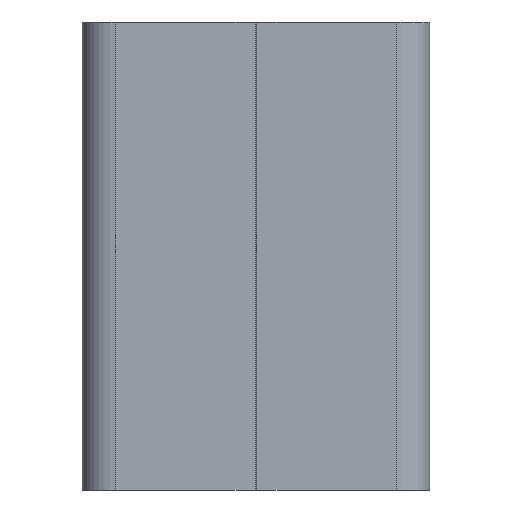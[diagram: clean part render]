
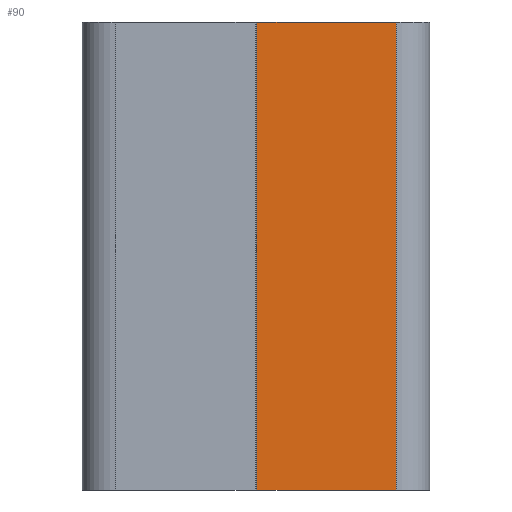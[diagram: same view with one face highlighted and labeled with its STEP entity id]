
A CAD part, front view. The second image highlights one B-rep face of the part: STEP entity #90.
In plain terms, the highlighted planar face has unit normal (0, -1, 0).
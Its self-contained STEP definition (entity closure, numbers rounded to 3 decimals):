
#90=ADVANCED_FACE('',(#132),#133,.F.);
#132=FACE_OUTER_BOUND('',#184,.T.);
#133=PLANE('',#185);
#184=EDGE_LOOP('',(#311,#312,#313,#314));
#185=AXIS2_PLACEMENT_3D('',#315,#316,#317);
#311=ORIENTED_EDGE('',*,*,#474,.T.);
#312=ORIENTED_EDGE('',*,*,#475,.F.);
#313=ORIENTED_EDGE('',*,*,#476,.F.);
#314=ORIENTED_EDGE('',*,*,#472,.T.);
#315=CARTESIAN_POINT('',(-44.4,44.15,-300.0));
#316=DIRECTION('',(-0.0,1.0,0.0));
#317=DIRECTION('',(1.0,0.0,0.0));
#472=EDGE_CURVE('',#575,#573,#576,.T.);
#474=EDGE_CURVE('',#573,#578,#579,.T.);
#475=EDGE_CURVE('',#580,#578,#581,.T.);
#476=EDGE_CURVE('',#575,#580,#582,.T.);
#573=VERTEX_POINT('',#722);
#575=VERTEX_POINT('',#724);
#576=LINE('',#725,#726);
#578=VERTEX_POINT('',#728);
#579=LINE('',#729,#730);
#580=VERTEX_POINT('',#731);
#581=LINE('',#732,#733);
#582=LINE('',#734,#735);
#722=CARTESIAN_POINT('',(45.0,44.15,0.0));
#724=CARTESIAN_POINT('',(45.0,44.15,-300.0));
#725=CARTESIAN_POINT('',(45.0,44.15,-300.0));
#726=VECTOR('',#862,1000.0);
#728=CARTESIAN_POINT('',(-44.4,44.15,0.0));
#729=CARTESIAN_POINT('',(-44.4,44.15,0.0));
#730=VECTOR('',#866,1000.0);
#731=CARTESIAN_POINT('',(-44.4,44.15,-300.0));
#732=CARTESIAN_POINT('',(-44.4,44.15,-300.0));
#733=VECTOR('',#867,1000.0);
#734=CARTESIAN_POINT('',(-44.4,44.15,-300.0));
#735=VECTOR('',#868,1000.0);
#862=DIRECTION('',(0.0,0.0,1.0));
#866=DIRECTION('',(-1.0,-0.0,0.0));
#867=DIRECTION('',(0.0,0.0,1.0));
#868=DIRECTION('',(-1.0,-0.0,0.0));
